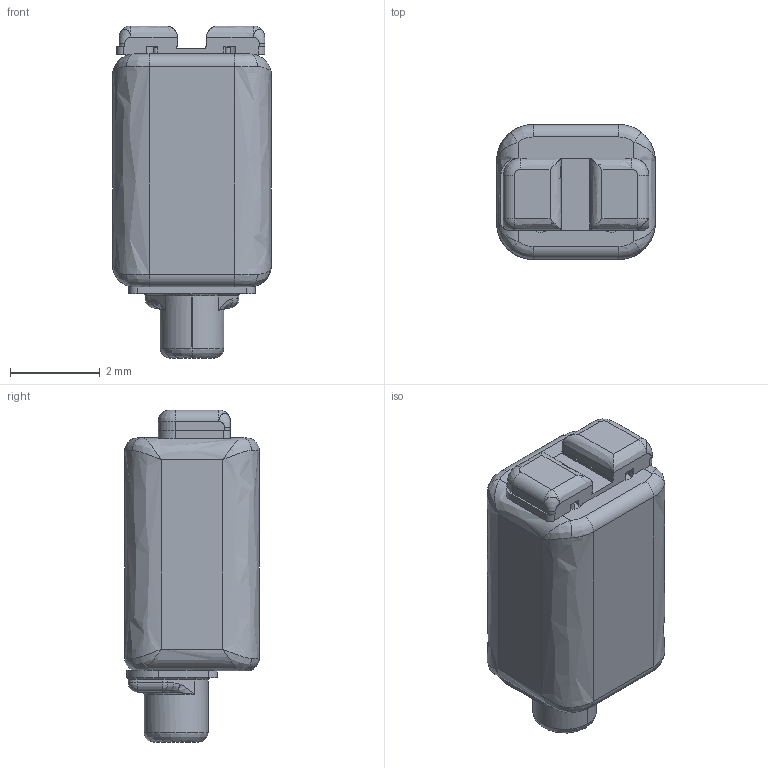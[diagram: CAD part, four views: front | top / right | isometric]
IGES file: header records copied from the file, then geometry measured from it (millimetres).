
Start section:  PTC IGES file: hc-23761-000_sw.igs
Global section: file name: hc-23761-000_sw.igs; native system: Creo Parametric by Parametric Technology Corporation; preprocessor: 2012480; author: LYan; organization: Unknown; date: 20130412.164817; units: millimetre
Bounding box: 3.53 x 3 x 7.39 mm (x, y, z)
Surface area: 169.3 mm2 (no closed solid volume)
Topology: 0 solids, 0 shells, 269 faces, 1340 edges, 1340 vertices
Faces by surface type: revolution 154, bspline 115
